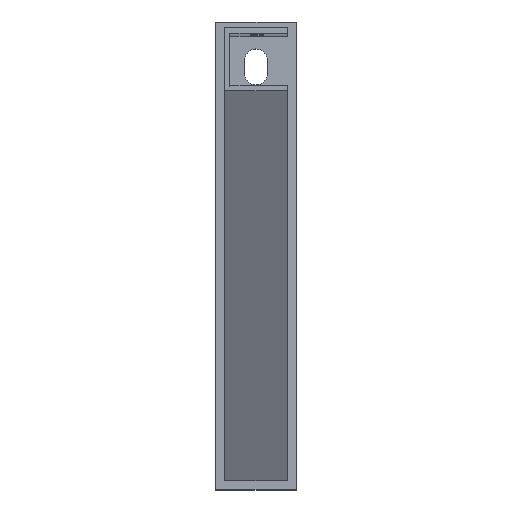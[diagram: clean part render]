
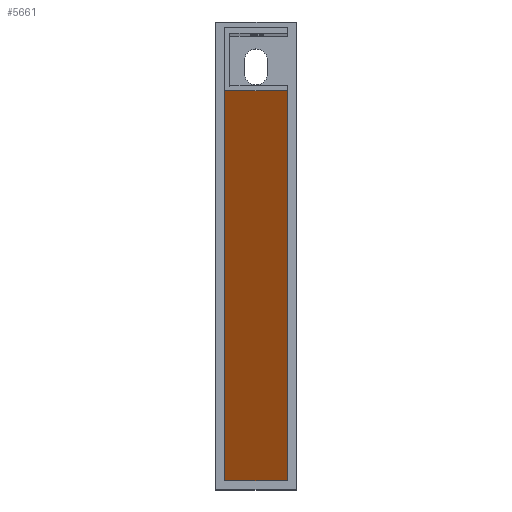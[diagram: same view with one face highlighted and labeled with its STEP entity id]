
A CAD part, top view. The second image highlights one B-rep face of the part: STEP entity #5661.
In plain terms, the highlighted planar face has unit normal (0, -0.979, 0.204).
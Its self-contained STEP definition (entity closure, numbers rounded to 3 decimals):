
#31 = LINE ( 'NONE', #4887, #3574 ) ;
#33 = ORIENTED_EDGE ( 'NONE', *, *, #4775, .T. ) ;
#69 = DIRECTION ( 'NONE',  ( 0., -0.204, -0.979 ) ) ;
#98 = VERTEX_POINT ( 'NONE', #851 ) ;
#127 = CARTESIAN_POINT ( 'NONE',  ( 5., 220., 1036. ) ) ;
#168 = CARTESIAN_POINT ( 'NONE',  ( 40., 5., 6. ) ) ;
#415 = LINE ( 'NONE', #127, #2890 ) ;
#738 = ORIENTED_EDGE ( 'NONE', *, *, #5343, .F. ) ;
#851 = CARTESIAN_POINT ( 'NONE',  ( 5., 220., 1036. ) ) ;
#894 = CARTESIAN_POINT ( 'NONE',  ( 5., 5., 6. ) ) ;
#905 = EDGE_CURVE ( 'NONE', #4200, #2009, #4042, .T. ) ;
#947 = DIRECTION ( 'NONE',  ( 1., 0., 0. ) ) ;
#1063 = ORIENTED_EDGE ( 'NONE', *, *, #1264, .F. ) ;
#1264 = EDGE_CURVE ( 'NONE', #3194, #2009, #31, .T. ) ;
#1832 = CARTESIAN_POINT ( 'NONE',  ( 40., 220., 1036. ) ) ;
#1857 = CARTESIAN_POINT ( 'NONE',  ( 5., 5., 6. ) ) ;
#1881 = DIRECTION ( 'NONE',  ( 0., -0.204, -0.979 ) ) ;
#2009 = VERTEX_POINT ( 'NONE', #168 ) ;
#2448 = VECTOR ( 'NONE', #4515, 1000. ) ;
#2752 = FACE_OUTER_BOUND ( 'NONE', #4708, .T. ) ;
#2890 = VECTOR ( 'NONE', #69, 1000. ) ;
#3194 = VERTEX_POINT ( 'NONE', #4957 ) ;
#3266 = VECTOR ( 'NONE', #947, 1000. ) ;
#3277 = PLANE ( 'NONE',  #4870 ) ;
#3574 = VECTOR ( 'NONE', #1881, 1000. ) ;
#4042 = LINE ( 'NONE', #894, #2448 ) ;
#4063 = LINE ( 'NONE', #1832, #3266 ) ;
#4200 = VERTEX_POINT ( 'NONE', #1857 ) ;
#4515 = DIRECTION ( 'NONE',  ( 1., 0., 0. ) ) ;
#4592 = DIRECTION ( 'NONE',  ( 0., -0.204, -0.979 ) ) ;
#4708 = EDGE_LOOP ( 'NONE', ( #33, #5311, #1063, #738 ) ) ;
#4775 = EDGE_CURVE ( 'NONE', #98, #4200, #415, .T. ) ;
#4870 = AXIS2_PLACEMENT_3D ( 'NONE', #5461, #5067, #4592 ) ;
#4887 = CARTESIAN_POINT ( 'NONE',  ( 40., 220., 1036. ) ) ;
#4957 = CARTESIAN_POINT ( 'NONE',  ( 40., 220., 1036. ) ) ;
#5067 = DIRECTION ( 'NONE',  ( 0., -0.979, 0.204 ) ) ;
#5311 = ORIENTED_EDGE ( 'NONE', *, *, #905, .T. ) ;
#5343 = EDGE_CURVE ( 'NONE', #98, #3194, #4063, .T. ) ;
#5461 = CARTESIAN_POINT ( 'NONE',  ( 0., 3.591, -0.75 ) ) ;
#5661 = ADVANCED_FACE ( 'NONE', ( #2752 ), #3277, .T. ) ;
